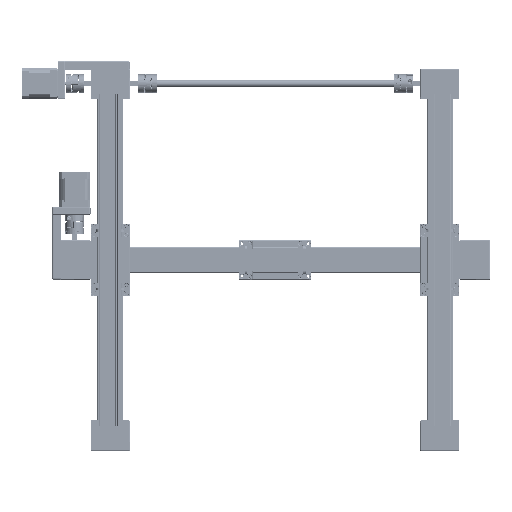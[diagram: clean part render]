
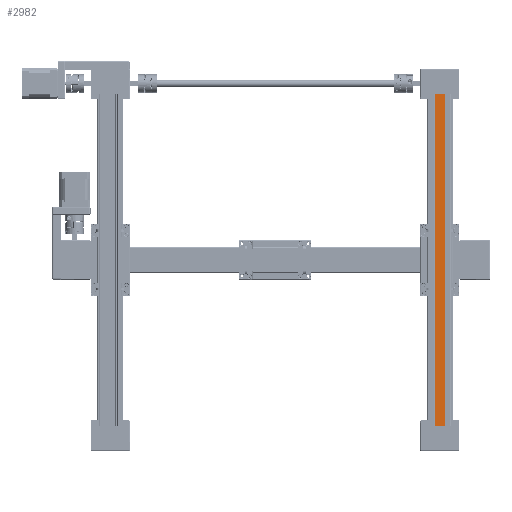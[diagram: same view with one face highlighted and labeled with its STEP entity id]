
A CAD part, front view. The second image highlights one B-rep face of the part: STEP entity #2982.
In plain terms, the highlighted planar face has unit normal (0, -1, 0).
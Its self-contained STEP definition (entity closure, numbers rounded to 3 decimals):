
#202=CARTESIAN_POINT('',(22.,-19.,0.0));
#203=VERTEX_POINT('',#202);
#210=CARTESIAN_POINT('',(8.,-19.,0.0));
#211=VERTEX_POINT('',#210);
#212=CARTESIAN_POINT('',(22.,-19.,0.0));
#213=DIRECTION('',(-1.0,0.0,0.0));
#214=VECTOR('',#213,14.);
#215=LINE('',#212,#214);
#216=EDGE_CURVE('',#203,#211,#215,.T.);
#2202=CARTESIAN_POINT('',(8.,-19.,458.));
#2203=VERTEX_POINT('',#2202);
#2210=CARTESIAN_POINT('',(22.,-19.,458.));
#2211=VERTEX_POINT('',#2210);
#2212=CARTESIAN_POINT('',(8.,-19.,458.));
#2213=DIRECTION('',(1.0,0.0,0.0));
#2214=VECTOR('',#2213,14.);
#2215=LINE('',#2212,#2214);
#2216=EDGE_CURVE('',#2203,#2211,#2215,.T.);
#2945=CARTESIAN_POINT('',(8.,-19.,0.0));
#2946=DIRECTION('',(0.0,0.0,1.0));
#2947=VECTOR('',#2946,458.);
#2948=LINE('',#2945,#2947);
#2949=EDGE_CURVE('',#211,#2203,#2948,.T.);
#2960=CARTESIAN_POINT('',(22.,-19.,458.));
#2961=DIRECTION('',(0.0,0.0,-1.0));
#2962=VECTOR('',#2961,458.);
#2963=LINE('',#2960,#2962);
#2964=EDGE_CURVE('',#2211,#203,#2963,.T.);
#2971=CARTESIAN_POINT('',(22.5,-19.,458.));
#2972=DIRECTION('',(0.0,1.0,0.0));
#2973=DIRECTION('',(0.0,0.0,1.0));
#2974=AXIS2_PLACEMENT_3D('',#2971,#2972,#2973);
#2975=PLANE('',#2974);
#2976=ORIENTED_EDGE('',*,*,#2949,.F.);
#2977=ORIENTED_EDGE('',*,*,#216,.F.);
#2978=ORIENTED_EDGE('',*,*,#2964,.F.);
#2979=ORIENTED_EDGE('',*,*,#2216,.F.);
#2980=EDGE_LOOP('',(#2976,#2977,#2978,#2979));
#2981=FACE_OUTER_BOUND('',#2980,.T.);
#2982=ADVANCED_FACE('',(#2981),#2975,.F.);
